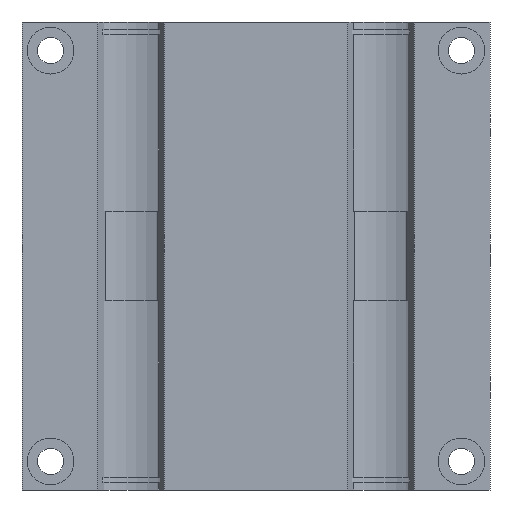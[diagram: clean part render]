
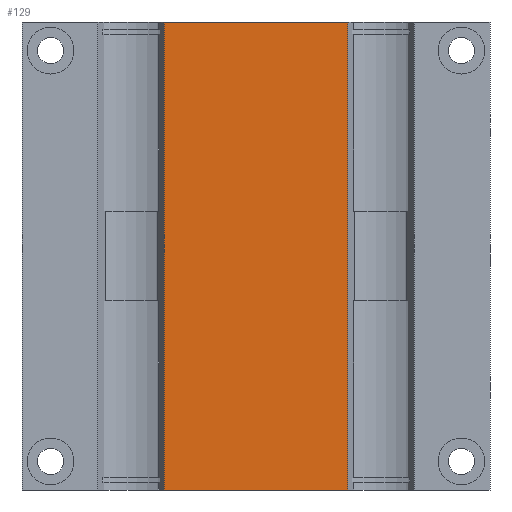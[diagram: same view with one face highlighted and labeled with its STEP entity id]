
A CAD part, front view. The second image highlights one B-rep face of the part: STEP entity #129.
In plain terms, the highlighted planar face has unit normal (0, -1, 0).
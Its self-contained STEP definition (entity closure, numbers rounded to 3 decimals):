
#129 = ADVANCED_FACE( '', ( #313 ), #314, .F. );
#313 = FACE_OUTER_BOUND( '', #573, .T. );
#314 = PLANE( '', #574 );
#573 = EDGE_LOOP( '', ( #893, #894, #895, #896 ) );
#574 = AXIS2_PLACEMENT_3D( '', #897, #898, #899 );
#893 = ORIENTED_EDGE( '', *, *, #1401, .F. );
#894 = ORIENTED_EDGE( '', *, *, #1402, .F. );
#895 = ORIENTED_EDGE( '', *, *, #1403, .F. );
#896 = ORIENTED_EDGE( '', *, *, #1404, .T. );
#897 = CARTESIAN_POINT( '', ( -90., 0., 180. ) );
#898 = DIRECTION( '', ( 0., 1., 0. ) );
#899 = DIRECTION( '', ( 0., 0., 1. ) );
#1401 = EDGE_CURVE( '', #1665, #1666, #1667, .T. );
#1402 = EDGE_CURVE( '', #1668, #1665, #1669, .T. );
#1403 = EDGE_CURVE( '', #1670, #1668, #1671, .T. );
#1404 = EDGE_CURVE( '', #1670, #1666, #1672, .T. );
#1665 = VERTEX_POINT( '', #2068 );
#1666 = VERTEX_POINT( '', #2069 );
#1667 = LINE( '', #2070, #2071 );
#1668 = VERTEX_POINT( '', #2072 );
#1669 = LINE( '', #2073, #2074 );
#1670 = VERTEX_POINT( '', #2075 );
#1671 = LINE( '', #2076, #2077 );
#1672 = LINE( '', #2078, #2079 );
#2068 = CARTESIAN_POINT( '', ( 35.204, 0., 180. ) );
#2069 = CARTESIAN_POINT( '', ( 35.204, 0., 0. ) );
#2070 = CARTESIAN_POINT( '', ( 35.204, 0., 180. ) );
#2071 = VECTOR( '', #2551, 1000. );
#2072 = CARTESIAN_POINT( '', ( -35.204, 0., 180. ) );
#2073 = CARTESIAN_POINT( '', ( -90., 0., 180. ) );
#2074 = VECTOR( '', #2552, 1000. );
#2075 = CARTESIAN_POINT( '', ( -35.204, 0., 0. ) );
#2076 = CARTESIAN_POINT( '', ( -35.204, 0., 180. ) );
#2077 = VECTOR( '', #2553, 1000. );
#2078 = CARTESIAN_POINT( '', ( -90., 0., 0. ) );
#2079 = VECTOR( '', #2554, 1000. );
#2551 = DIRECTION( '', ( 0., 0., -1. ) );
#2552 = DIRECTION( '', ( 1., 0., 0. ) );
#2553 = DIRECTION( '', ( 0., 0., 1. ) );
#2554 = DIRECTION( '', ( 1., 0., 0. ) );
